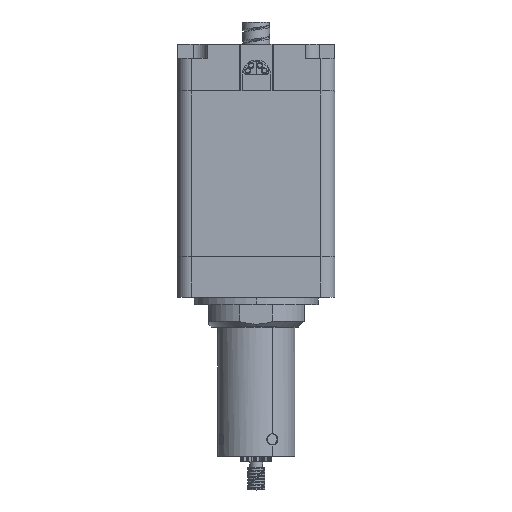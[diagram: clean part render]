
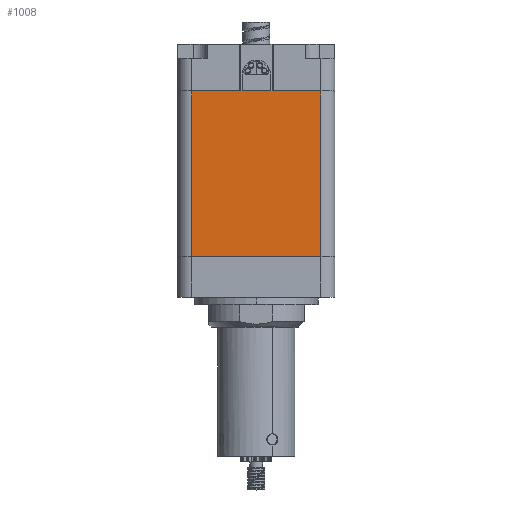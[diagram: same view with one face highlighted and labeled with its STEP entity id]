
A CAD part, top view. The second image highlights one B-rep face of the part: STEP entity #1008.
In plain terms, the highlighted face is planar.
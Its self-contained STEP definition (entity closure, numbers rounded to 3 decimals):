
#1008 = ADVANCED_FACE ( 'NONE', ( #76012 ), #93006, .F. ) ;
#1227 = VECTOR ( 'NONE', #32523, 1000. ) ;
#7390 = CARTESIAN_POINT ( 'NONE',  ( 29.5, 14., -11.5 ) ) ;
#10642 = LINE ( 'NONE', #65254, #18934 ) ;
#13726 = DIRECTION ( 'NONE',  ( -1., 0., 0. ) ) ;
#15198 = CARTESIAN_POINT ( 'NONE',  ( 29.5, 14., -11.5 ) ) ;
#18832 = VERTEX_POINT ( 'NONE', #86323 ) ;
#18934 = VECTOR ( 'NONE', #49217, 1000. ) ;
#22236 = ORIENTED_EDGE ( 'NONE', *, *, #69646, .F. ) ;
#24389 = DIRECTION ( 'NONE',  ( -1., 0., 0. ) ) ;
#26691 = ORIENTED_EDGE ( 'NONE', *, *, #52197, .T. ) ;
#30070 = EDGE_CURVE ( 'NONE', #71504, #18832, #63608, .T. ) ;
#31077 = VECTOR ( 'NONE', #13726, 1000. ) ;
#32071 = VECTOR ( 'NONE', #87566, 1000. ) ;
#32523 = DIRECTION ( 'NONE',  ( 0., 0., 1. ) ) ;
#44483 = AXIS2_PLACEMENT_3D ( 'NONE', #7390, #84513, #24389 ) ;
#48946 = EDGE_CURVE ( 'NONE', #83936, #50490, #10642, .T. ) ;
#49217 = DIRECTION ( 'NONE',  ( 0., 0., 1. ) ) ;
#50490 = VERTEX_POINT ( 'NONE', #70375 ) ;
#52197 = EDGE_CURVE ( 'NONE', #71504, #83936, #67345, .T. ) ;
#54606 = CARTESIAN_POINT ( 'NONE',  ( 29.5, 14., -11.5 ) ) ;
#61370 = EDGE_LOOP ( 'NONE', ( #62106, #22236, #85163, #26691 ) ) ;
#62106 = ORIENTED_EDGE ( 'NONE', *, *, #48946, .T. ) ;
#63608 = LINE ( 'NONE', #54606, #1227 ) ;
#65254 = CARTESIAN_POINT ( 'NONE',  ( 0., 14., -11.5 ) ) ;
#67345 = LINE ( 'NONE', #15198, #31077 ) ;
#69646 = EDGE_CURVE ( 'NONE', #18832, #50490, #87064, .T. ) ;
#70375 = CARTESIAN_POINT ( 'NONE',  ( 0., 14., 11.5 ) ) ;
#71504 = VERTEX_POINT ( 'NONE', #86044 ) ;
#72040 = CARTESIAN_POINT ( 'NONE',  ( 29.5, 14., 11.5 ) ) ;
#76012 = FACE_OUTER_BOUND ( 'NONE', #61370, .T. ) ;
#83936 = VERTEX_POINT ( 'NONE', #95330 ) ;
#84513 = DIRECTION ( 'NONE',  ( 0., -1., 0. ) ) ;
#85163 = ORIENTED_EDGE ( 'NONE', *, *, #30070, .F. ) ;
#86044 = CARTESIAN_POINT ( 'NONE',  ( 29.5, 14., -11.5 ) ) ;
#86323 = CARTESIAN_POINT ( 'NONE',  ( 29.5, 14., 11.5 ) ) ;
#87064 = LINE ( 'NONE', #72040, #32071 ) ;
#87566 = DIRECTION ( 'NONE',  ( -1., 0., 0. ) ) ;
#93006 = PLANE ( 'NONE',  #44483 ) ;
#95330 = CARTESIAN_POINT ( 'NONE',  ( 0., 14., -11.5 ) ) ;
